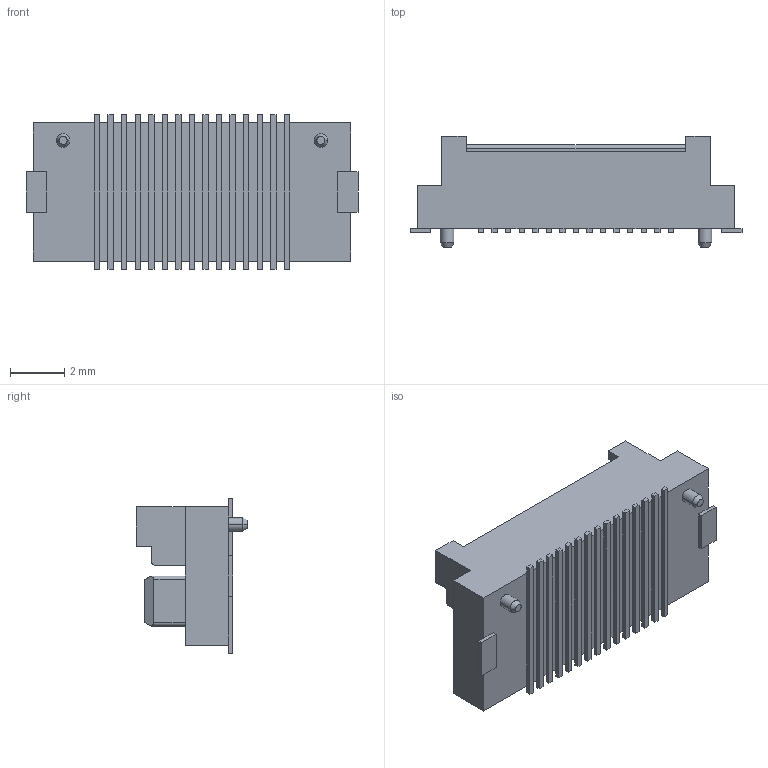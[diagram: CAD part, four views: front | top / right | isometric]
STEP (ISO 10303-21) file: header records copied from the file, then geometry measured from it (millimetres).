
FILE_DESCRIPTION((''),'2;1');
FILE_NAME('10090512-0311C','2010-12-07T',('AKjayara'),('FCI - ELX Division'),'PRO/ENGINEER BY PARAMETRIC TECHNOLOGY CORPORATION, 2009400','PRO/ENGINEER BY PARAMETRIC TECHNOLOGY CORPORATION, 2009400','');
FILE_SCHEMA(('CONFIG_CONTROL_DESIGN'));
Length unit declared in the file: millimetre
Products named in the file (1): 10090512-0311C
Bounding box: 12.24 x 4.1 x 5.7 mm (x, y, z)
Volume: 104.3 mm3; surface area: 310.6 mm2
Topology: 1 solids, 1 shells, 246 faces, 640 edges, 398 vertices
Faces by surface type: plane 200, cylinder 36, bspline 4, cone 4, sphere 2
Entity records: 7544 total; most frequent: CARTESIAN_POINT 1516, ORIENTED_EDGE 1280, DIRECTION 1174, EDGE_CURVE 640, VECTOR 558, LINE 558, VERTEX_POINT 398, AXIS2_PLACEMENT_3D 308
